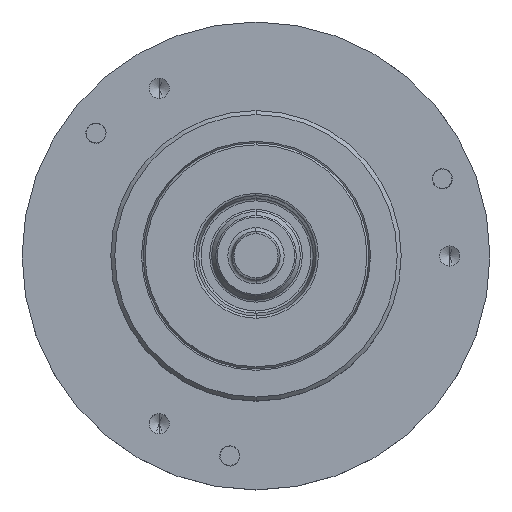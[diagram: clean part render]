
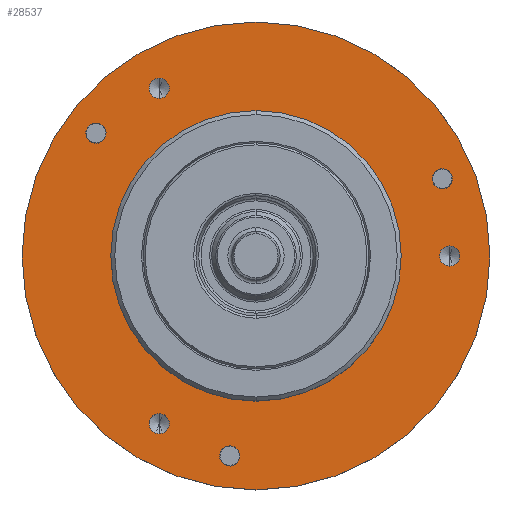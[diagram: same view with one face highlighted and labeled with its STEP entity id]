
A CAD part, top view. The second image highlights one B-rep face of the part: STEP entity #28537.
In plain terms, the highlighted planar face has unit normal (0, 0, 1).
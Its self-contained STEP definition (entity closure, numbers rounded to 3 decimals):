
#4007=CARTESIAN_POINT('',(0.,0.,17.));
#4008=DIRECTION('',(0.,0.,1.));
#4009=DIRECTION('',(1.,0.,0.));
#4010=AXIS2_PLACEMENT_3D('',#4007,#4008,#4009);
#4012=CARTESIAN_POINT('',(0.,0.,17.));
#4013=DIRECTION('',(0.,0.,1.));
#4014=DIRECTION('',(-1.,0.,0.));
#4015=AXIS2_PLACEMENT_3D('',#4012,#4013,#4014);
#4017=CARTESIAN_POINT('',(-19.834,15.219,17.));
#4018=DIRECTION('',(0.,0.,-1.));
#4019=DIRECTION('',(-0.793,0.609,0.));
#4020=AXIS2_PLACEMENT_3D('',#4017,#4018,#4019);
#4022=CARTESIAN_POINT('',(-19.834,15.219,17.));
#4023=DIRECTION('',(0.,0.,-1.));
#4024=DIRECTION('',(0.793,-0.609,0.));
#4025=AXIS2_PLACEMENT_3D('',#4022,#4023,#4024);
#4027=CARTESIAN_POINT('',(-3.263,-24.786,17.));
#4028=DIRECTION('',(0.,0.,-1.));
#4029=DIRECTION('',(-0.131,-0.991,0.));
#4030=AXIS2_PLACEMENT_3D('',#4027,#4028,#4029);
#4032=CARTESIAN_POINT('',(-3.263,-24.786,17.));
#4033=DIRECTION('',(0.,0.,-1.));
#4034=DIRECTION('',(0.131,0.991,0.));
#4035=AXIS2_PLACEMENT_3D('',#4032,#4033,#4034);
#4037=CARTESIAN_POINT('',(23.097,9.567,17.));
#4038=DIRECTION('',(0.,0.,-1.));
#4039=DIRECTION('',(0.924,0.383,0.));
#4040=AXIS2_PLACEMENT_3D('',#4037,#4038,#4039);
#4042=CARTESIAN_POINT('',(23.097,9.567,17.));
#4043=DIRECTION('',(0.,0.,-1.));
#4044=DIRECTION('',(-0.924,-0.383,0.));
#4045=AXIS2_PLACEMENT_3D('',#4042,#4043,#4044);
#4047=CARTESIAN_POINT('',(-12.,-20.785,17.));
#4048=DIRECTION('',(0.,0.,1.));
#4049=DIRECTION('',(0.,-1.,0.));
#4050=AXIS2_PLACEMENT_3D('',#4047,#4048,#4049);
#4052=CARTESIAN_POINT('',(-12.,-20.785,17.));
#4053=DIRECTION('',(0.,0.,1.));
#4054=DIRECTION('',(0.,1.,0.));
#4055=AXIS2_PLACEMENT_3D('',#4052,#4053,#4054);
#4057=CARTESIAN_POINT('',(-12.,20.785,17.));
#4058=DIRECTION('',(0.,0.,1.));
#4059=DIRECTION('',(0.,-1.,0.));
#4060=AXIS2_PLACEMENT_3D('',#4057,#4058,#4059);
#4062=CARTESIAN_POINT('',(-12.,20.785,17.));
#4063=DIRECTION('',(0.,0.,1.));
#4064=DIRECTION('',(0.,1.,0.));
#4065=AXIS2_PLACEMENT_3D('',#4062,#4063,#4064);
#4067=CARTESIAN_POINT('',(24.,0.,17.));
#4068=DIRECTION('',(0.,0.,1.));
#4069=DIRECTION('',(0.,-1.,0.));
#4070=AXIS2_PLACEMENT_3D('',#4067,#4068,#4069);
#4072=CARTESIAN_POINT('',(24.,0.,17.));
#4073=DIRECTION('',(0.,0.,1.));
#4074=DIRECTION('',(0.,1.,0.));
#4075=AXIS2_PLACEMENT_3D('',#4072,#4073,#4074);
#4085=CARTESIAN_POINT('',(0.,0.,17.));
#4086=DIRECTION('',(0.,0.,1.));
#4087=DIRECTION('',(0.,1.,0.));
#4088=AXIS2_PLACEMENT_3D('',#4085,#4086,#4087);
#4122=CARTESIAN_POINT('',(0.,0.,17.));
#4123=DIRECTION('',(0.,0.,-1.));
#4124=DIRECTION('',(0.,1.,0.));
#4125=AXIS2_PLACEMENT_3D('',#4122,#4123,#4124);
#23047=CARTESIAN_POINT('',(0.,18.,17.));
#23048=CARTESIAN_POINT('',(0.,-18.,17.));
#23049=VERTEX_POINT('',#23047);
#23050=VERTEX_POINT('',#23048);
#23051=CARTESIAN_POINT('',(29.,0.,17.));
#23052=CARTESIAN_POINT('',(-29.,0.,17.));
#23053=VERTEX_POINT('',#23051);
#23054=VERTEX_POINT('',#23052);
#23055=CARTESIAN_POINT('',(-20.826,15.98,17.));
#23056=CARTESIAN_POINT('',(-18.842,14.458,17.));
#23057=VERTEX_POINT('',#23055);
#23058=VERTEX_POINT('',#23056);
#23059=CARTESIAN_POINT('',(-3.426,-26.025,17.));
#23060=CARTESIAN_POINT('',(-3.1,-23.547,17.));
#23061=VERTEX_POINT('',#23059);
#23062=VERTEX_POINT('',#23060);
#23063=CARTESIAN_POINT('',(24.252,10.045,17.));
#23064=CARTESIAN_POINT('',(21.942,9.089,17.));
#23065=VERTEX_POINT('',#23063);
#23066=VERTEX_POINT('',#23064);
#23073=CARTESIAN_POINT('',(-12.,-22.035,17.));
#23074=CARTESIAN_POINT('',(-12.,-19.535,17.));
#23075=VERTEX_POINT('',#23073);
#23076=VERTEX_POINT('',#23074);
#23083=CARTESIAN_POINT('',(-12.,19.535,17.));
#23084=CARTESIAN_POINT('',(-12.,22.035,17.));
#23085=VERTEX_POINT('',#23083);
#23086=VERTEX_POINT('',#23084);
#23093=CARTESIAN_POINT('',(24.,-1.25,17.));
#23094=CARTESIAN_POINT('',(24.,1.25,17.));
#23095=VERTEX_POINT('',#23093);
#23096=VERTEX_POINT('',#23094);
#28485=CARTESIAN_POINT('',(0.,0.,17.));
#28486=DIRECTION('',(0.,0.,-1.));
#28487=DIRECTION('',(0.,1.,0.));
#28488=AXIS2_PLACEMENT_3D('',#28485,#28486,#28487);
#28489=PLANE('',#28488);
#28490=ORIENTED_EDGE('',*,*,#28475,.F.);
#28492=ORIENTED_EDGE('',*,*,#28491,.F.);
#28493=EDGE_LOOP('',(#28490,#28492));
#28494=FACE_OUTER_BOUND('',#28493,.F.);
#28496=ORIENTED_EDGE('',*,*,#28495,.T.);
#28498=ORIENTED_EDGE('',*,*,#28497,.F.);
#28499=EDGE_LOOP('',(#28496,#28498));
#28500=FACE_BOUND('',#28499,.F.);
#28502=ORIENTED_EDGE('',*,*,#28501,.F.);
#28504=ORIENTED_EDGE('',*,*,#28503,.F.);
#28505=EDGE_LOOP('',(#28502,#28504));
#28506=FACE_BOUND('',#28505,.F.);
#28508=ORIENTED_EDGE('',*,*,#28507,.F.);
#28510=ORIENTED_EDGE('',*,*,#28509,.F.);
#28511=EDGE_LOOP('',(#28508,#28510));
#28512=FACE_BOUND('',#28511,.F.);
#28514=ORIENTED_EDGE('',*,*,#28513,.F.);
#28516=ORIENTED_EDGE('',*,*,#28515,.F.);
#28517=EDGE_LOOP('',(#28514,#28516));
#28518=FACE_BOUND('',#28517,.F.);
#28520=ORIENTED_EDGE('',*,*,#28519,.T.);
#28522=ORIENTED_EDGE('',*,*,#28521,.T.);
#28523=EDGE_LOOP('',(#28520,#28522));
#28524=FACE_BOUND('',#28523,.F.);
#28526=ORIENTED_EDGE('',*,*,#28525,.T.);
#28528=ORIENTED_EDGE('',*,*,#28527,.T.);
#28529=EDGE_LOOP('',(#28526,#28528));
#28530=FACE_BOUND('',#28529,.F.);
#28532=ORIENTED_EDGE('',*,*,#28531,.T.);
#28534=ORIENTED_EDGE('',*,*,#28533,.T.);
#28535=EDGE_LOOP('',(#28532,#28534));
#28536=FACE_BOUND('',#28535,.F.);
#4011=CIRCLE('',#4010,29.);
#4016=CIRCLE('',#4015,29.);
#4021=CIRCLE('',#4020,1.25);
#4026=CIRCLE('',#4025,1.25);
#4031=CIRCLE('',#4030,1.25);
#4036=CIRCLE('',#4035,1.25);
#4041=CIRCLE('',#4040,1.25);
#4046=CIRCLE('',#4045,1.25);
#4051=CIRCLE('',#4050,1.25);
#4056=CIRCLE('',#4055,1.25);
#4061=CIRCLE('',#4060,1.25);
#4066=CIRCLE('',#4065,1.25);
#4071=CIRCLE('',#4070,1.25);
#4076=CIRCLE('',#4075,1.25);
#4089=CIRCLE('',#4088,18.);
#4126=CIRCLE('',#4125,18.);
#28475=EDGE_CURVE('',#23053,#23054,#4011,.T.);
#28491=EDGE_CURVE('',#23054,#23053,#4016,.T.);
#28495=EDGE_CURVE('',#23049,#23050,#4089,.T.);
#28497=EDGE_CURVE('',#23049,#23050,#4126,.T.);
#28501=EDGE_CURVE('',#23057,#23058,#4021,.T.);
#28503=EDGE_CURVE('',#23058,#23057,#4026,.T.);
#28507=EDGE_CURVE('',#23061,#23062,#4031,.T.);
#28509=EDGE_CURVE('',#23062,#23061,#4036,.T.);
#28513=EDGE_CURVE('',#23065,#23066,#4041,.T.);
#28515=EDGE_CURVE('',#23066,#23065,#4046,.T.);
#28519=EDGE_CURVE('',#23075,#23076,#4051,.T.);
#28521=EDGE_CURVE('',#23076,#23075,#4056,.T.);
#28525=EDGE_CURVE('',#23085,#23086,#4061,.T.);
#28527=EDGE_CURVE('',#23086,#23085,#4066,.T.);
#28531=EDGE_CURVE('',#23095,#23096,#4071,.T.);
#28533=EDGE_CURVE('',#23096,#23095,#4076,.T.);
#28537=ADVANCED_FACE('',(#28494,#28500,#28506,#28512,#28518,#28524,#28530,
#28536),#28489,.F.);
